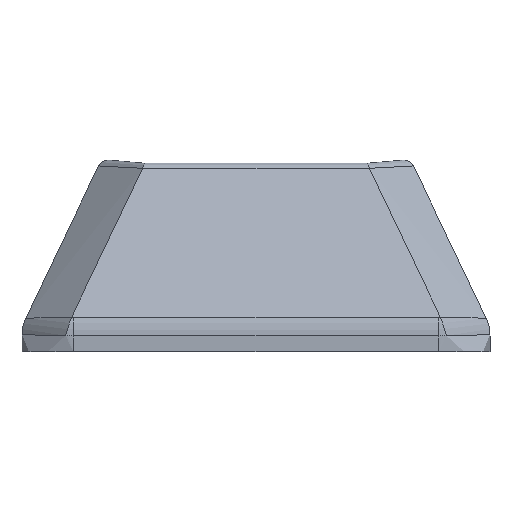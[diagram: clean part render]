
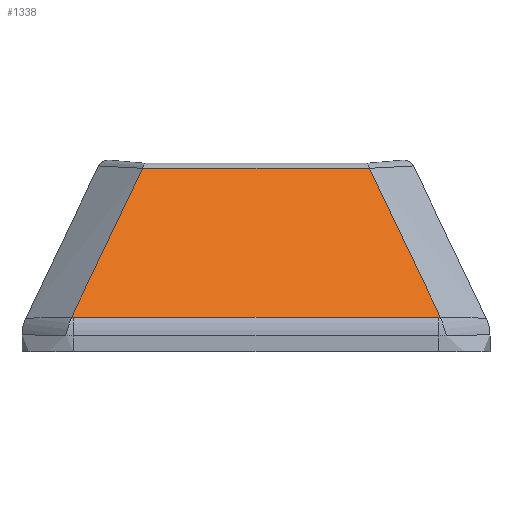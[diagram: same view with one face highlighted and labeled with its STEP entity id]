
A CAD part, front view. The second image highlights one B-rep face of the part: STEP entity #1338.
In plain terms, the highlighted planar face has unit normal (0, -0.877, 0.48).
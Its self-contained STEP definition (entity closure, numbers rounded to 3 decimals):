
#111=PLANE('',#1436);
#158=FACE_OUTER_BOUND('',#235,.T.);
#235=EDGE_LOOP('',(#1052,#1053,#1054,#1055,#1056,#1057));
#284=ELLIPSE('',#1430,1.042,0.5);
#287=ELLIPSE('',#1435,1.042,0.5);
#320=LINE('',#2865,#378);
#378=VECTOR('',#1589,10.);
#475=B_SPLINE_CURVE_WITH_KNOTS('',3,(#2936,#2937,#2938,#2939),
 .UNSPECIFIED.,.F.,.F.,(4,4),(-0.778,-0.064),
 .UNSPECIFIED.);
#477=B_SPLINE_CURVE_WITH_KNOTS('',3,(#2948,#2949,#2950,#2951),
 .UNSPECIFIED.,.F.,.F.,(4,4),(0.064,0.778),
 .UNSPECIFIED.);
#478=B_SPLINE_CURVE_WITH_KNOTS('',3,(#2952,#2953,#2954,#2955),
 .UNSPECIFIED.,.F.,.F.,(4,4),(-0.886,0.),.UNSPECIFIED.);
#582=VERTEX_POINT('',#2438);
#607=VERTEX_POINT('',#2826);
#609=VERTEX_POINT('',#2857);
#611=VERTEX_POINT('',#2863);
#614=VERTEX_POINT('',#2935);
#615=VERTEX_POINT('',#2947);
#778=EDGE_CURVE('',#609,#607,#284,.T.);
#781=EDGE_CURVE('',#611,#609,#320,.T.);
#784=EDGE_CURVE('',#582,#611,#287,.T.);
#788=EDGE_CURVE('',#607,#614,#475,.T.);
#790=EDGE_CURVE('',#615,#582,#477,.T.);
#791=EDGE_CURVE('',#614,#615,#478,.T.);
#1052=ORIENTED_EDGE('',*,*,#778,.F.);
#1053=ORIENTED_EDGE('',*,*,#781,.F.);
#1054=ORIENTED_EDGE('',*,*,#784,.F.);
#1055=ORIENTED_EDGE('',*,*,#790,.F.);
#1056=ORIENTED_EDGE('',*,*,#791,.F.);
#1057=ORIENTED_EDGE('',*,*,#788,.F.);
#1338=ADVANCED_FACE('',(#158),#111,.T.);
#1430=AXIS2_PLACEMENT_3D('',#2859,#1581,#1582);
#1435=AXIS2_PLACEMENT_3D('',#2884,#1593,#1594);
#1436=AXIS2_PLACEMENT_3D('',#2946,#1595,#1596);
#1581=DIRECTION('center_axis',(0.,0.877,-0.48));
#1582=DIRECTION('ref_axis',(0.,-0.48,-0.877));
#1589=DIRECTION('',(-1.,0.,0.));
#1593=DIRECTION('center_axis',(0.,0.877,-0.48));
#1594=DIRECTION('ref_axis',(0.,-0.48,-0.877));
#1595=DIRECTION('center_axis',(0.,-0.877,
0.48));
#1596=DIRECTION('ref_axis',(0.,-0.48,-0.877));
#2438=CARTESIAN_POINT('',(7.157,-8.891,0.347));
#2826=CARTESIAN_POINT('',(-7.157,-8.891,0.347));
#2857=CARTESIAN_POINT('',(-7.08,-8.897,0.336));
#2859=CARTESIAN_POINT('Origin',(-7.08,-8.397,1.251));
#2863=CARTESIAN_POINT('',(7.081,-8.897,0.336));
#2865=CARTESIAN_POINT('',(7.525,-8.897,0.336));
#2884=CARTESIAN_POINT('Origin',(7.081,-8.397,1.251));
#2935=CARTESIAN_POINT('',(-4.399,-5.733,6.123));
#2936=CARTESIAN_POINT('Ctrl Pts',(-7.157,-8.891,0.347));
#2937=CARTESIAN_POINT('Ctrl Pts',(-6.242,-7.837,2.274));
#2938=CARTESIAN_POINT('Ctrl Pts',(-5.324,-6.784,4.199));
#2939=CARTESIAN_POINT('Ctrl Pts',(-4.399,-5.733,6.123));
#2946=CARTESIAN_POINT('Origin',(5.969,-5.402,6.727));
#2947=CARTESIAN_POINT('',(4.399,-5.733,6.123));
#2948=CARTESIAN_POINT('Ctrl Pts',(4.399,-5.733,6.123));
#2949=CARTESIAN_POINT('Ctrl Pts',(5.324,-6.784,4.199));
#2950=CARTESIAN_POINT('Ctrl Pts',(6.242,-7.837,2.274));
#2951=CARTESIAN_POINT('Ctrl Pts',(7.157,-8.891,0.347));
#2952=CARTESIAN_POINT('Ctrl Pts',(-4.399,-5.733,6.123));
#2953=CARTESIAN_POINT('Ctrl Pts',(-1.51,-6.031,5.577));
#2954=CARTESIAN_POINT('Ctrl Pts',(1.51,-6.031,5.577));
#2955=CARTESIAN_POINT('Ctrl Pts',(4.399,-5.733,6.123));
